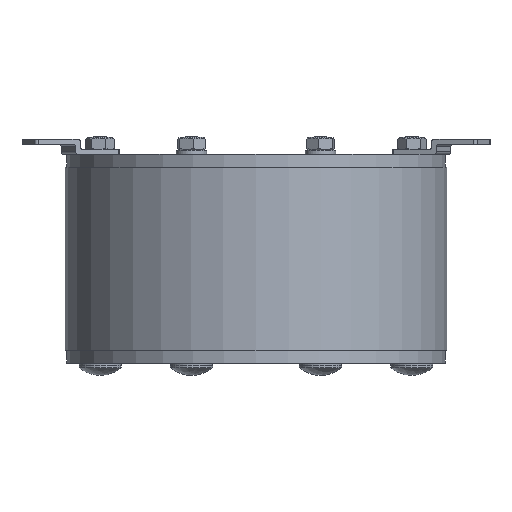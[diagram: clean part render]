
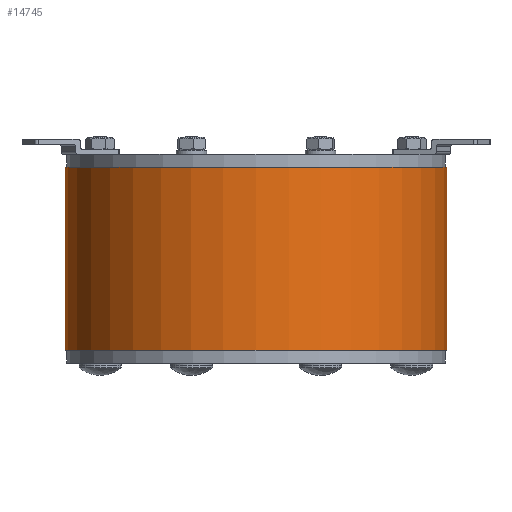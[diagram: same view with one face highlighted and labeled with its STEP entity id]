
A CAD part, front view. The second image highlights one B-rep face of the part: STEP entity #14745.
In plain terms, the highlighted cylindrical face has radius 75 mm (diameter 150 mm), a partial arc.
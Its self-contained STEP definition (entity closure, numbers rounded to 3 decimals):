
#607=CIRCLE('',#15612,75.);
#608=CIRCLE('',#15613,75.);
#777=CYLINDRICAL_SURFACE('',#15611,75.);
#917=LINE('',#20216,#2596);
#921=LINE('',#20225,#2600);
#2596=VECTOR('',#16640,72.);
#2600=VECTOR('',#16646,72.);
#4842=FACE_OUTER_BOUND('',#5681,.T.);
#5681=EDGE_LOOP('',(#10587,#10588,#10589,#10590));
#6894=VERTEX_POINT('',#20213);
#6895=VERTEX_POINT('',#20215);
#6898=VERTEX_POINT('',#20222);
#6899=VERTEX_POINT('',#20224);
#8358=EDGE_CURVE('',#6895,#6894,#917,.T.);
#8362=EDGE_CURVE('',#6898,#6899,#921,.T.);
#8364=EDGE_CURVE('',#6895,#6898,#607,.T.);
#8365=EDGE_CURVE('',#6899,#6894,#608,.T.);
#10587=ORIENTED_EDGE('',*,*,#8362,.F.);
#10588=ORIENTED_EDGE('',*,*,#8364,.F.);
#10589=ORIENTED_EDGE('',*,*,#8358,.T.);
#10590=ORIENTED_EDGE('',*,*,#8365,.F.);
#14745=ADVANCED_FACE('',(#4842),#777,.T.);
#15611=AXIS2_PLACEMENT_3D('',#20227,#16648,#16649);
#15612=AXIS2_PLACEMENT_3D('',#20228,#16650,#16651);
#15613=AXIS2_PLACEMENT_3D('',#20229,#16652,#16653);
#16640=DIRECTION('',(0.,0.,1.));
#16646=DIRECTION('',(0.,0.,1.));
#16648=DIRECTION('center_axis',(0.,0.,1.));
#16649=DIRECTION('ref_axis',(-1.,0.007,0.));
#16650=DIRECTION('center_axis',(0.,0.,-1.));
#16651=DIRECTION('ref_axis',(-1.,0.007,0.));
#16652=DIRECTION('center_axis',(0.,0.,1.));
#16653=DIRECTION('ref_axis',(-1.,0.007,0.));
#20213=CARTESIAN_POINT('',(-75.,0.,72.));
#20215=CARTESIAN_POINT('',(-75.,0.,0.));
#20216=CARTESIAN_POINT('',(-75.,0.,0.));
#20222=CARTESIAN_POINT('',(75.,0.,0.));
#20224=CARTESIAN_POINT('',(75.,0.,72.));
#20225=CARTESIAN_POINT('',(75.,0.,0.));
#20227=CARTESIAN_POINT('Origin',(0.,0.,0.));
#20228=CARTESIAN_POINT('Origin',(0.,0.,0.));
#20229=CARTESIAN_POINT('Origin',(0.,0.,72.));
